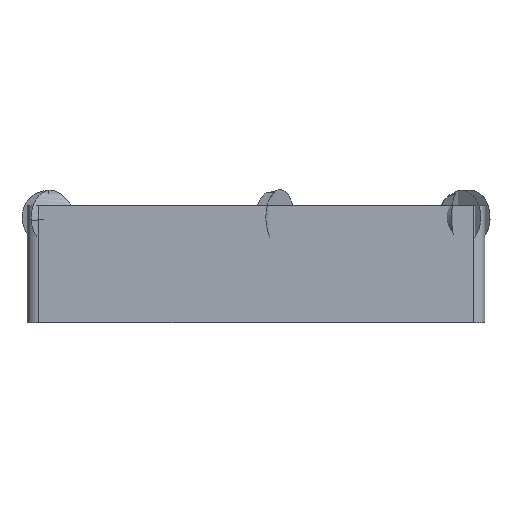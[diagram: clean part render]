
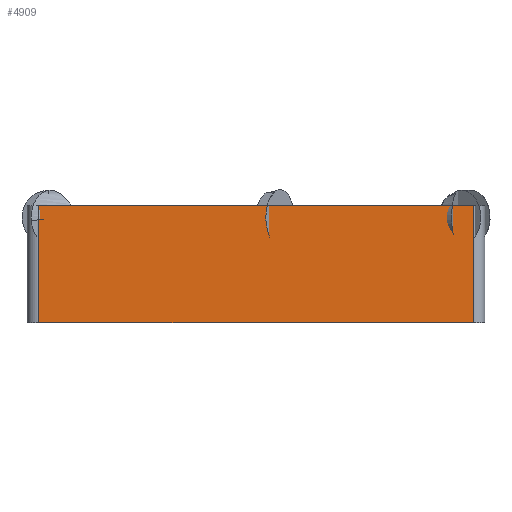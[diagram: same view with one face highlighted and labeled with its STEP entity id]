
A CAD part, left-side view. The second image highlights one B-rep face of the part: STEP entity #4909.
In plain terms, the highlighted planar face has unit normal (-1, 0, 0).
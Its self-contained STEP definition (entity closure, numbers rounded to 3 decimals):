
#1168 = PLANE('',#1169);
#1169 = AXIS2_PLACEMENT_3D('',#1170,#1171,#1172);
#1170 = CARTESIAN_POINT('',(-98.,-98.,-50.));
#1171 = DIRECTION('',(0.,0.,1.));
#1172 = DIRECTION('',(1.,0.,0.));
#1196 = CYLINDRICAL_SURFACE('',#1197,5.);
#1197 = AXIS2_PLACEMENT_3D('',#1198,#1199,#1200);
#1198 = CARTESIAN_POINT('',(-93.,93.,-50.));
#1199 = DIRECTION('',(0.,0.,1.));
#1200 = DIRECTION('',(-1.,0.,0.));
#1224 = PLANE('',#1225);
#1225 = AXIS2_PLACEMENT_3D('',#1226,#1227,#1228);
#1226 = CARTESIAN_POINT('',(-98.,-98.,0.));
#1227 = DIRECTION('',(0.,0.,1.));
#1228 = DIRECTION('',(1.,0.,0.));
#2206 = EDGE_CURVE('',#2207,#2209,#2211,.T.);
#2207 = VERTEX_POINT('',#2208);
#2208 = CARTESIAN_POINT('',(-98.,-93.,-50.));
#2209 = VERTEX_POINT('',#2210);
#2210 = CARTESIAN_POINT('',(-98.,93.,-50.));
#2211 = SURFACE_CURVE('',#2212,(#2216,#2223),.PCURVE_S1.);
#2212 = LINE('',#2213,#2214);
#2213 = CARTESIAN_POINT('',(-98.,-98.,-50.));
#2214 = VECTOR('',#2215,1.);
#2215 = DIRECTION('',(0.,1.,0.));
#2216 = PCURVE('',#1168,#2217);
#2217 = DEFINITIONAL_REPRESENTATION('',(#2218),#2222);
#2218 = LINE('',#2219,#2220);
#2219 = CARTESIAN_POINT('',(0.,0.));
#2220 = VECTOR('',#2221,1.);
#2221 = DIRECTION('',(0.,1.));
#2222 = ( GEOMETRIC_REPRESENTATION_CONTEXT(2) 
PARAMETRIC_REPRESENTATION_CONTEXT() REPRESENTATION_CONTEXT('2D SPACE',''
  ) );
#2223 = PCURVE('',#2224,#2229);
#2224 = PLANE('',#2225);
#2225 = AXIS2_PLACEMENT_3D('',#2226,#2227,#2228);
#2226 = CARTESIAN_POINT('',(-98.,-98.,-50.));
#2227 = DIRECTION('',(1.,0.,0.));
#2228 = DIRECTION('',(0.,0.,1.));
#2229 = DEFINITIONAL_REPRESENTATION('',(#2230),#2234);
#2230 = LINE('',#2231,#2232);
#2231 = CARTESIAN_POINT('',(0.,0.));
#2232 = VECTOR('',#2233,1.);
#2233 = DIRECTION('',(0.,-1.));
#2234 = ( GEOMETRIC_REPRESENTATION_CONTEXT(2) 
PARAMETRIC_REPRESENTATION_CONTEXT() REPRESENTATION_CONTEXT('2D SPACE',''
  ) );
#2391 = CYLINDRICAL_SURFACE('',#2392,5.);
#2392 = AXIS2_PLACEMENT_3D('',#2393,#2394,#2395);
#2393 = CARTESIAN_POINT('',(-93.,-93.,-50.));
#2394 = DIRECTION('',(0.,0.,1.));
#2395 = DIRECTION('',(-1.,0.,0.));
#2634 = VERTEX_POINT('',#2635);
#2635 = CARTESIAN_POINT('',(-98.,93.,0.));
#2661 = EDGE_CURVE('',#2209,#2634,#2662,.T.);
#2662 = SURFACE_CURVE('',#2663,(#2667,#2674),.PCURVE_S1.);
#2663 = LINE('',#2664,#2665);
#2664 = CARTESIAN_POINT('',(-98.,93.,-50.));
#2665 = VECTOR('',#2666,1.);
#2666 = DIRECTION('',(0.,0.,1.));
#2667 = PCURVE('',#1196,#2668);
#2668 = DEFINITIONAL_REPRESENTATION('',(#2669),#2673);
#2669 = LINE('',#2670,#2671);
#2670 = CARTESIAN_POINT('',(-0.,0.));
#2671 = VECTOR('',#2672,1.);
#2672 = DIRECTION('',(-0.,1.));
#2673 = ( GEOMETRIC_REPRESENTATION_CONTEXT(2) 
PARAMETRIC_REPRESENTATION_CONTEXT() REPRESENTATION_CONTEXT('2D SPACE',''
  ) );
#2674 = PCURVE('',#2224,#2675);
#2675 = DEFINITIONAL_REPRESENTATION('',(#2676),#2680);
#2676 = LINE('',#2677,#2678);
#2677 = CARTESIAN_POINT('',(0.,-191.));
#2678 = VECTOR('',#2679,1.);
#2679 = DIRECTION('',(1.,0.));
#2680 = ( GEOMETRIC_REPRESENTATION_CONTEXT(2) 
PARAMETRIC_REPRESENTATION_CONTEXT() REPRESENTATION_CONTEXT('2D SPACE',''
  ) );
#2739 = EDGE_CURVE('',#2740,#2634,#2742,.T.);
#2740 = VERTEX_POINT('',#2741);
#2741 = CARTESIAN_POINT('',(-98.,-93.,0.));
#2742 = SURFACE_CURVE('',#2743,(#2747,#2754),.PCURVE_S1.);
#2743 = LINE('',#2744,#2745);
#2744 = CARTESIAN_POINT('',(-98.,-98.,0.));
#2745 = VECTOR('',#2746,1.);
#2746 = DIRECTION('',(0.,1.,0.));
#2747 = PCURVE('',#1224,#2748);
#2748 = DEFINITIONAL_REPRESENTATION('',(#2749),#2753);
#2749 = LINE('',#2750,#2751);
#2750 = CARTESIAN_POINT('',(0.,0.));
#2751 = VECTOR('',#2752,1.);
#2752 = DIRECTION('',(0.,1.));
#2753 = ( GEOMETRIC_REPRESENTATION_CONTEXT(2) 
PARAMETRIC_REPRESENTATION_CONTEXT() REPRESENTATION_CONTEXT('2D SPACE',''
  ) );
#2754 = PCURVE('',#2224,#2755);
#2755 = DEFINITIONAL_REPRESENTATION('',(#2756),#2760);
#2756 = LINE('',#2757,#2758);
#2757 = CARTESIAN_POINT('',(50.,0.));
#2758 = VECTOR('',#2759,1.);
#2759 = DIRECTION('',(0.,-1.));
#2760 = ( GEOMETRIC_REPRESENTATION_CONTEXT(2) 
PARAMETRIC_REPRESENTATION_CONTEXT() REPRESENTATION_CONTEXT('2D SPACE',''
  ) );
#4909 = ADVANCED_FACE('',(#4910),#2224,.F.);
#4910 = FACE_BOUND('',#4911,.F.);
#4911 = EDGE_LOOP('',(#4912,#4913,#4934,#4935));
#4912 = ORIENTED_EDGE('',*,*,#2739,.F.);
#4913 = ORIENTED_EDGE('',*,*,#4914,.F.);
#4914 = EDGE_CURVE('',#2207,#2740,#4915,.T.);
#4915 = SURFACE_CURVE('',#4916,(#4920,#4927),.PCURVE_S1.);
#4916 = LINE('',#4917,#4918);
#4917 = CARTESIAN_POINT('',(-98.,-93.,-50.));
#4918 = VECTOR('',#4919,1.);
#4919 = DIRECTION('',(0.,0.,1.));
#4920 = PCURVE('',#2224,#4921);
#4921 = DEFINITIONAL_REPRESENTATION('',(#4922),#4926);
#4922 = LINE('',#4923,#4924);
#4923 = CARTESIAN_POINT('',(0.,-5.));
#4924 = VECTOR('',#4925,1.);
#4925 = DIRECTION('',(1.,0.));
#4926 = ( GEOMETRIC_REPRESENTATION_CONTEXT(2) 
PARAMETRIC_REPRESENTATION_CONTEXT() REPRESENTATION_CONTEXT('2D SPACE',''
  ) );
#4927 = PCURVE('',#2391,#4928);
#4928 = DEFINITIONAL_REPRESENTATION('',(#4929),#4933);
#4929 = LINE('',#4930,#4931);
#4930 = CARTESIAN_POINT('',(0.,0.));
#4931 = VECTOR('',#4932,1.);
#4932 = DIRECTION('',(0.,1.));
#4933 = ( GEOMETRIC_REPRESENTATION_CONTEXT(2) 
PARAMETRIC_REPRESENTATION_CONTEXT() REPRESENTATION_CONTEXT('2D SPACE',''
  ) );
#4934 = ORIENTED_EDGE('',*,*,#2206,.T.);
#4935 = ORIENTED_EDGE('',*,*,#2661,.T.);
